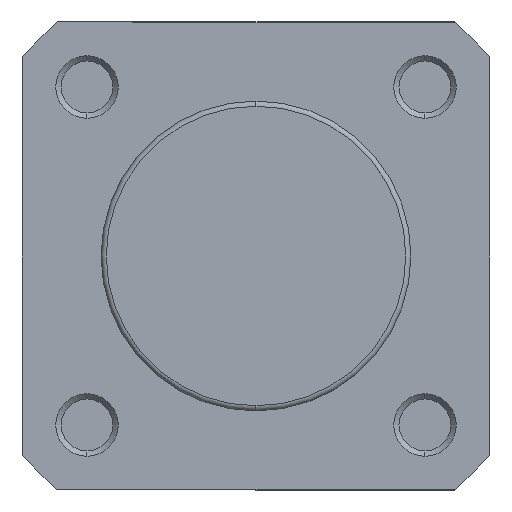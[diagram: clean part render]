
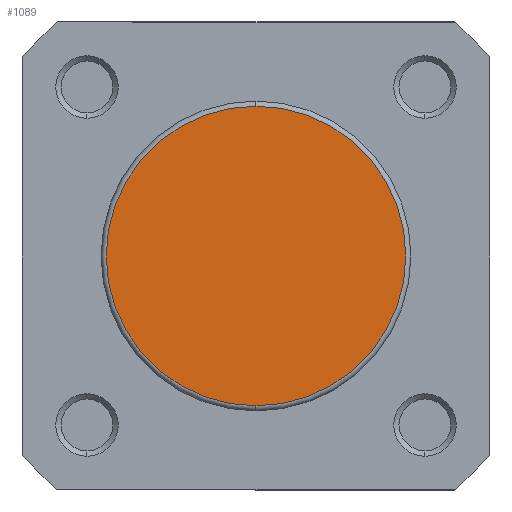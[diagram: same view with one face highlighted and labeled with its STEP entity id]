
A CAD part, left-side view. The second image highlights one B-rep face of the part: STEP entity #1089.
In plain terms, the highlighted planar face has unit normal (-1, 0, 0).
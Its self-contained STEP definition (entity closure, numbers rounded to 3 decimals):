
#516 = ORIENTED_EDGE ( 'NONE', *, *, #1640, .T. ) ;
#517 = ORIENTED_EDGE ( 'NONE', *, *, #1768, .T. ) ;
#921 = EDGE_LOOP ( 'NONE', ( #516, #517 ) ) ;
#1089 = ADVANCED_FACE ( 'NONE', ( #1197 ), #4988, .T. ) ;
#1197 = FACE_OUTER_BOUND ( 'NONE', #921, .T. ) ;
#1640 = EDGE_CURVE ( 'NONE', #4491, #4490, #3900, .T. ) ;
#1768 = EDGE_CURVE ( 'NONE', #4490, #4491, #3968, .T. ) ;
#2074 = CARTESIAN_POINT ( 'NONE',  ( 0., 0., 0. ) ) ;
#2075 = DIRECTION ( 'NONE',  ( -1., 0., 0. ) ) ;
#2076 = DIRECTION ( 'NONE',  ( 0., 0., 1. ) ) ;
#2177 = CARTESIAN_POINT ( 'NONE',  ( 0., 0., 0. ) ) ;
#2185 = DIRECTION ( 'NONE',  ( -1., 0., 0. ) ) ;
#2186 = DIRECTION ( 'NONE',  ( 0., 0., 1. ) ) ;
#2770 = CARTESIAN_POINT ( 'NONE',  ( 0., 0., -14.4 ) ) ;
#2771 = CARTESIAN_POINT ( 'NONE',  ( 0., 0., 14.4 ) ) ;
#3164 = AXIS2_PLACEMENT_3D ( 'NONE', #4987, #4989, #4990 ) ;
#3349 = AXIS2_PLACEMENT_3D ( 'NONE', #2074, #2075, #2076 ) ;
#3369 = AXIS2_PLACEMENT_3D ( 'NONE', #2177, #2185, #2186 ) ;
#3900 = CIRCLE ( 'NONE', #3349, 14.4 ) ;
#3968 = CIRCLE ( 'NONE', #3369, 14.4 ) ;
#4490 = VERTEX_POINT ( 'NONE', #2770 ) ;
#4491 = VERTEX_POINT ( 'NONE', #2771 ) ;
#4987 = CARTESIAN_POINT ( 'NONE',  ( 0., -14.9, 0. ) ) ;
#4988 = PLANE ( 'NONE',  #3164 ) ;
#4989 = DIRECTION ( 'NONE',  ( -1., 0., 0. ) ) ;
#4990 = DIRECTION ( 'NONE',  ( 0., 0., 1. ) ) ;
